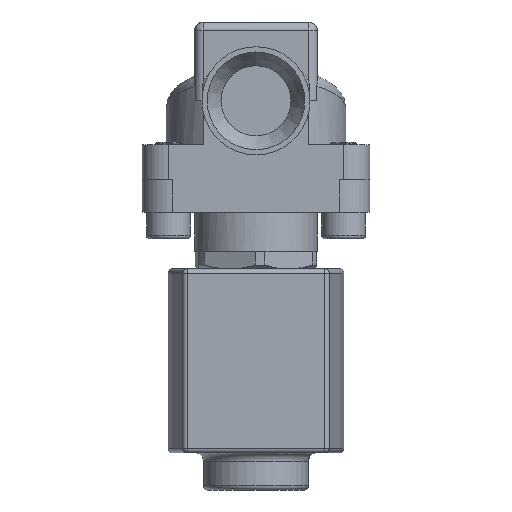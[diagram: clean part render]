
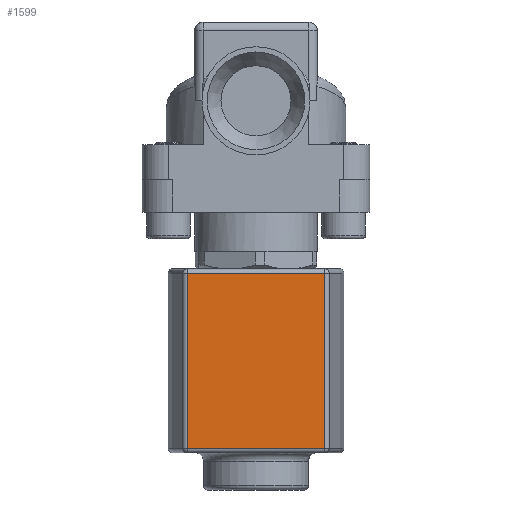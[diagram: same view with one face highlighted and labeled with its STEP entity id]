
A CAD part, left-side view. The second image highlights one B-rep face of the part: STEP entity #1599.
In plain terms, the highlighted planar face has unit normal (-1, 0, 0).
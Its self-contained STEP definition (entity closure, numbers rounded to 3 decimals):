
#1560=CARTESIAN_POINT('',(-7.809,-0.524,30.8));
#1561=DIRECTION('',(-1.,0.,-0.));
#1562=DIRECTION('',(0.,1.,-0.));
#1563=AXIS2_PLACEMENT_3D('',#1560,#1561,#1562);
#1564=PLANE('',#1563);
#1565=CARTESIAN_POINT('',(-7.809,-16.28,10.8));
#1566=VERTEX_POINT('',#1565);
#1567=CARTESIAN_POINT('',(-7.809,-16.28,50.8));
#1568=VERTEX_POINT('',#1567);
#1569=CARTESIAN_POINT('',(-7.809,-16.28,10.8));
#1570=DIRECTION('',(-0.,0.,1.));
#1571=VECTOR('',#1570,40.);
#1572=LINE('',#1569,#1571);
#1573=EDGE_CURVE('',#1566,#1568,#1572,.T.);
#1574=ORIENTED_EDGE('',*,*,#1573,.T.);
#1575=CARTESIAN_POINT('',(-7.809,15.233,50.8));
#1576=VERTEX_POINT('',#1575);
#1577=CARTESIAN_POINT('',(-7.809,-16.28,50.8));
#1578=DIRECTION('',(0.,1.,-0.));
#1579=VECTOR('',#1578,31.514);
#1580=LINE('',#1577,#1579);
#1581=EDGE_CURVE('',#1568,#1576,#1580,.T.);
#1582=ORIENTED_EDGE('',*,*,#1581,.T.);
#1583=CARTESIAN_POINT('',(-7.809,15.233,10.8));
#1584=VERTEX_POINT('',#1583);
#1585=CARTESIAN_POINT('',(-7.809,15.233,50.8));
#1586=DIRECTION('',(0.,-0.,-1.));
#1587=VECTOR('',#1586,40.);
#1588=LINE('',#1585,#1587);
#1589=EDGE_CURVE('',#1576,#1584,#1588,.T.);
#1590=ORIENTED_EDGE('',*,*,#1589,.T.);
#1591=CARTESIAN_POINT('',(-7.809,15.233,10.8));
#1592=DIRECTION('',(-0.,-1.,0.));
#1593=VECTOR('',#1592,31.514);
#1594=LINE('',#1591,#1593);
#1595=EDGE_CURVE('',#1584,#1566,#1594,.T.);
#1596=ORIENTED_EDGE('',*,*,#1595,.T.);
#1597=EDGE_LOOP('',(#1574,#1582,#1590,#1596));
#1598=FACE_BOUND('',#1597,.T.);
#1599=ADVANCED_FACE('',(#1598),#1564,.T.);
